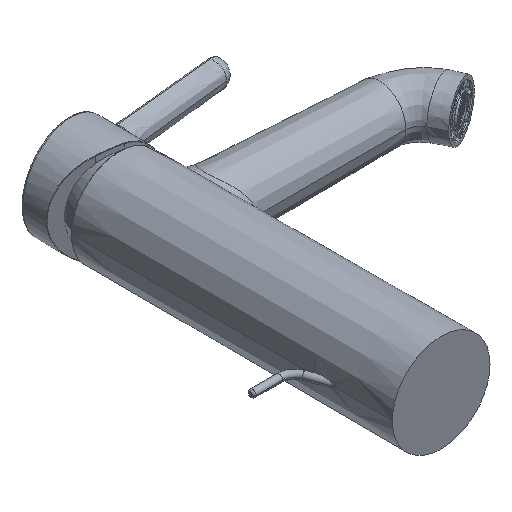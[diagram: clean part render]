
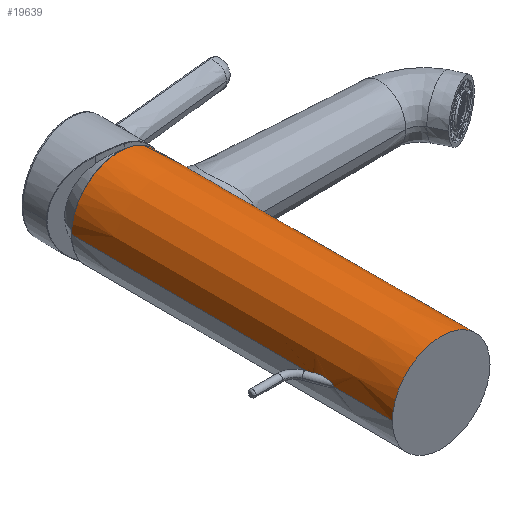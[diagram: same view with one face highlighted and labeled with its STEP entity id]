
A CAD part, isometric view. The second image highlights one B-rep face of the part: STEP entity #19639.
In plain terms, the highlighted conical face has half-angle 0.181 degrees and reference radius 23.75 mm.
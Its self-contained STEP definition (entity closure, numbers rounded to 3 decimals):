
#186=CARTESIAN_POINT('',(0.,158.301,
0.));
#187=DIRECTION('',(0.,-1.,0.));
#188=DIRECTION('',(1.,0.,0.));
#189=AXIS2_PLACEMENT_3D('',#186,#187,#188);
#206=CARTESIAN_POINT('',(-23.876,39.248,
0.));
#231=CARTESIAN_POINT('',(-23.908,29.103,
0.));
#233=DIRECTION('',(0.003,1.,0.));
#234=VECTOR('',#233,29.103);
#235=CARTESIAN_POINT('',(-24.,0.,
0.));
#236=LINE('',#235,#234);
#237=DIRECTION('',(0.003,1.,0.));
#238=VECTOR('',#237,119.053);
#239=CARTESIAN_POINT('',(-23.876,39.248,
0.));
#240=LINE('',#239,#238);
#249=CARTESIAN_POINT('',(-23.908,29.103,
0.));
#250=CARTESIAN_POINT('',(-23.908,29.103,0.115));
#251=CARTESIAN_POINT('',(-23.906,29.164,0.335));
#252=CARTESIAN_POINT('',(-23.9,29.394,0.627));
#253=CARTESIAN_POINT('',(-23.891,29.714,0.873));
#254=CARTESIAN_POINT('',(-23.88,30.117,1.09));
#255=CARTESIAN_POINT('',(-23.87,30.587,1.276));
#256=CARTESIAN_POINT('',(-23.86,31.093,1.426));
#257=CARTESIAN_POINT('',(-23.85,31.64,1.548));
#258=CARTESIAN_POINT('',(-23.842,32.232,1.643));
#259=CARTESIAN_POINT('',(-23.835,32.858,1.71));
#260=CARTESIAN_POINT('',(-23.83,33.514,1.747));
#261=CARTESIAN_POINT('',(-23.828,34.191,1.754));
#262=CARTESIAN_POINT('',(-23.827,34.882,1.729));
#263=CARTESIAN_POINT('',(-23.829,35.581,1.671));
#264=CARTESIAN_POINT('',(-23.834,36.27,1.577));
#265=CARTESIAN_POINT('',(-23.839,36.9,1.455));
#266=CARTESIAN_POINT('',(-23.846,37.443,1.316));
#267=CARTESIAN_POINT('',(-23.852,37.909,1.162));
#268=CARTESIAN_POINT('',(-23.859,38.311,0.994));
#269=CARTESIAN_POINT('',(-23.865,38.668,0.8));
#270=CARTESIAN_POINT('',(-23.871,38.973,0.572));
#271=CARTESIAN_POINT('',(-23.875,39.192,0.302));
#272=CARTESIAN_POINT('',(-23.876,39.248,0.103));
#273=CARTESIAN_POINT('',(-23.876,39.248,
0.));
#275=DIRECTION('',(0.003,-1.,0.));
#276=VECTOR('',#275,1.071);
#277=CARTESIAN_POINT('',(23.501,158.301,0.));
#278=LINE('',#277,#276);
#279=DIRECTION('',(0.003,-1.,0.));
#280=VECTOR('',#279,114.485);
#281=CARTESIAN_POINT('',(23.639,114.485,0.));
#282=LINE('',#281,#280);
#283=CARTESIAN_POINT('',(23.639,114.485,0.));
#284=CARTESIAN_POINT('',(23.639,114.487,0.937));
#285=CARTESIAN_POINT('',(23.521,114.692,2.812));
#286=CARTESIAN_POINT('',(23.063,115.499,5.431));
#287=CARTESIAN_POINT('',(22.182,117.104,8.31));
#288=CARTESIAN_POINT('',(21.11,119.146,10.728));
#289=CARTESIAN_POINT('',(19.575,122.306,13.319));
#290=CARTESIAN_POINT('',(17.951,126.322,15.374));
#291=CARTESIAN_POINT('',(16.751,130.388,16.624));
#292=CARTESIAN_POINT('',(16.095,134.98,17.225));
#293=CARTESIAN_POINT('',(16.278,139.289,17.036));
#294=CARTESIAN_POINT('',(17.097,143.341,16.218));
#295=CARTESIAN_POINT('',(18.455,147.326,14.67));
#296=CARTESIAN_POINT('',(20.07,150.942,12.409));
#297=CARTESIAN_POINT('',(21.684,154.047,9.325));
#298=CARTESIAN_POINT('',(22.788,156.006,6.073));
#299=CARTESIAN_POINT('',(23.379,157.011,3.003));
#300=CARTESIAN_POINT('',(23.504,157.241,0.983));
#301=CARTESIAN_POINT('',(23.504,157.229,0.));
#311=CARTESIAN_POINT('',(23.504,157.229,0.));
#10078=CARTESIAN_POINT('',(0.,0.,0.));
#10079=DIRECTION('',(0.,1.,0.));
#10080=DIRECTION('',(-1.,0.,0.));
#10081=AXIS2_PLACEMENT_3D('',#10078,#10079,#10080);
#17014=CARTESIAN_POINT('',(23.501,158.301,
0.));
#17015=VERTEX_POINT('',#17014);
#17016=CARTESIAN_POINT('',(-23.501,158.301,
0.));
#17017=VERTEX_POINT('',#17016);
#17018=CARTESIAN_POINT('',(24.,0.,
0.));
#17019=CARTESIAN_POINT('',(-24.,0.,
0.));
#17020=VERTEX_POINT('',#17018);
#17021=VERTEX_POINT('',#17019);
#17022=CARTESIAN_POINT('',(23.639,114.485,
0.));
#17023=VERTEX_POINT('',#17022);
#17024=VERTEX_POINT('',#311);
#19214=VERTEX_POINT('',#206);
#19215=VERTEX_POINT('',#231);
#19622=CARTESIAN_POINT('',(0.,79.15,0.));
#19623=DIRECTION('',(0.,-1.,0.));
#19624=DIRECTION('',(0.998,0.,0.063));
#19625=AXIS2_PLACEMENT_3D('',#19622,#19623,#19624);
#19626=CONICAL_SURFACE('',#19625,23.75,0.181);
#19627=ORIENTED_EDGE('',*,*,#19606,.T.);
#19628=ORIENTED_EDGE('',*,*,#19567,.T.);
#19629=ORIENTED_EDGE('',*,*,#19515,.F.);
#19630=ORIENTED_EDGE('',*,*,#19564,.T.);
#19632=ORIENTED_EDGE('',*,*,#19631,.F.);
#19633=ORIENTED_EDGE('',*,*,#19560,.T.);
#19635=ORIENTED_EDGE('',*,*,#19634,.F.);
#19636=ORIENTED_EDGE('',*,*,#19556,.T.);
#19637=EDGE_LOOP('',(#19627,#19628,#19629,#19630,#19632,#19633,#19635,#19636));
#19638=FACE_OUTER_BOUND('',#19637,.F.);
#190=CIRCLE('',#189,23.501);
#274=B_SPLINE_CURVE_WITH_KNOTS('',3,(#249,#250,#251,#252,#253,#254,#255,#256,
#257,#258,#259,#260,#261,#262,#263,#264,#265,#266,#267,#268,#269,#270,#271,#272,
#273),.UNSPECIFIED.,.F.,.F.,(4,1,1,1,1,1,1,1,1,1,1,1,1,1,1,1,1,1,1,1,1,1,4),(
0.,0.045,0.091,0.136,0.182,
0.227,0.273,0.318,0.364,
0.409,0.455,0.5,0.545,0.591,
0.636,0.682,0.727,0.773,
0.818,0.864,0.909,0.955,1.),
.UNSPECIFIED.);
#302=B_SPLINE_CURVE_WITH_KNOTS('',3,(#283,#284,#285,#286,#287,#288,#289,#290,
#291,#292,#293,#294,#295,#296,#297,#298,#299,#300,#301),.UNSPECIFIED.,.F.,.F.,
(4,1,1,1,1,1,1,1,1,1,1,1,1,1,1,1,4),(0.,0.063,0.125,0.188,0.25,
0.313,0.375,0.438,0.5,0.563,0.625,0.688,0.75,0.813,
0.875,0.938,1.),.UNSPECIFIED.);
#10082=CIRCLE('',#10081,24.);
#19515=EDGE_CURVE('',#17015,#17017,#190,.T.);
#19556=EDGE_CURVE('',#17021,#19215,#236,.T.);
#19560=EDGE_CURVE('',#17023,#17020,#282,.T.);
#19564=EDGE_CURVE('',#17015,#17024,#278,.T.);
#19567=EDGE_CURVE('',#19214,#17017,#240,.T.);
#19606=EDGE_CURVE('',#19215,#19214,#274,.T.);
#19631=EDGE_CURVE('',#17023,#17024,#302,.T.);
#19634=EDGE_CURVE('',#17021,#17020,#10082,.T.);
#19639=ADVANCED_FACE('',(#19638),#19626,.T.);
